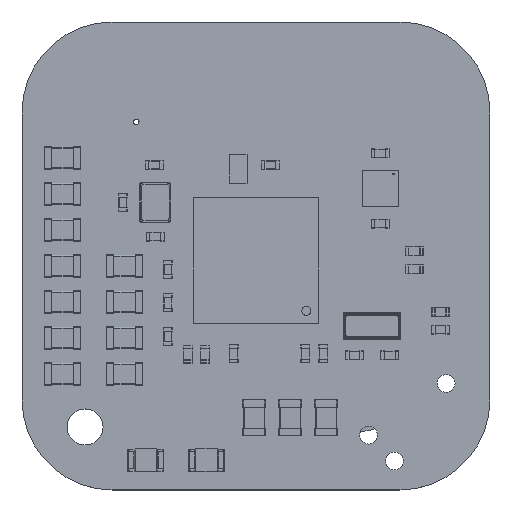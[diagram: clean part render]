
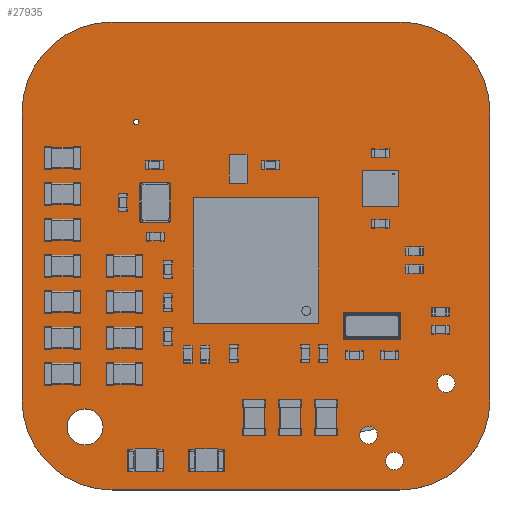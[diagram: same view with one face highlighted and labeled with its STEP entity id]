
A CAD part, top view. The second image highlights one B-rep face of the part: STEP entity #27935.
In plain terms, the highlighted planar face has unit normal (0, 0, 1).
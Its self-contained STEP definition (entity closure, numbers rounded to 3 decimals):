
#27731 = VERTEX_POINT('',#27732);
#27732 = CARTESIAN_POINT('',(129.,-64.45,0.8));
#27738 = EDGE_CURVE('',#27731,#27739,#27741,.T.);
#27739 = VERTEX_POINT('',#27740);
#27740 = CARTESIAN_POINT('',(134.,-69.45,0.8));
#27741 = CIRCLE('',#27742,5.);
#27742 = AXIS2_PLACEMENT_3D('',#27743,#27744,#27745);
#27743 = CARTESIAN_POINT('',(129.,-69.45,0.8));
#27744 = DIRECTION('',(0.,0.,-1.));
#27745 = DIRECTION('',(0.,1.,0.));
#27773 = VERTEX_POINT('',#27774);
#27774 = CARTESIAN_POINT('',(113.,-64.45,0.8));
#27780 = EDGE_CURVE('',#27773,#27731,#27781,.T.);
#27781 = LINE('',#27782,#27783);
#27782 = CARTESIAN_POINT('',(113.,-64.45,0.8));
#27783 = VECTOR('',#27784,1.);
#27784 = DIRECTION('',(1.,0.,0.));
#27802 = EDGE_CURVE('',#27739,#27803,#27805,.T.);
#27803 = VERTEX_POINT('',#27804);
#27804 = CARTESIAN_POINT('',(134.,-85.45,0.8));
#27805 = LINE('',#27806,#27807);
#27806 = CARTESIAN_POINT('',(134.,-69.45,0.8));
#27807 = VECTOR('',#27808,1.);
#27808 = DIRECTION('',(0.,-1.,0.));
#27935 = ADVANCED_FACE('',(#27936,#27982,#27993,#28004,#28015,#28026),
  #28037,.T.);
#27936 = FACE_BOUND('',#27937,.T.);
#27937 = EDGE_LOOP('',(#27938,#27939,#27940,#27949,#27957,#27966,#27974,
    #27981));
#27938 = ORIENTED_EDGE('',*,*,#27738,.F.);
#27939 = ORIENTED_EDGE('',*,*,#27780,.F.);
#27940 = ORIENTED_EDGE('',*,*,#27941,.F.);
#27941 = EDGE_CURVE('',#27942,#27773,#27944,.T.);
#27942 = VERTEX_POINT('',#27943);
#27943 = CARTESIAN_POINT('',(108.,-69.45,0.8));
#27944 = CIRCLE('',#27945,5.);
#27945 = AXIS2_PLACEMENT_3D('',#27946,#27947,#27948);
#27946 = CARTESIAN_POINT('',(113.,-69.45,0.8));
#27947 = DIRECTION('',(0.,0.,-1.));
#27948 = DIRECTION('',(-1.,0.,-0.));
#27949 = ORIENTED_EDGE('',*,*,#27950,.F.);
#27950 = EDGE_CURVE('',#27951,#27942,#27953,.T.);
#27951 = VERTEX_POINT('',#27952);
#27952 = CARTESIAN_POINT('',(108.,-85.45,0.8));
#27953 = LINE('',#27954,#27955);
#27954 = CARTESIAN_POINT('',(108.,-85.45,0.8));
#27955 = VECTOR('',#27956,1.);
#27956 = DIRECTION('',(0.,1.,0.));
#27957 = ORIENTED_EDGE('',*,*,#27958,.F.);
#27958 = EDGE_CURVE('',#27959,#27951,#27961,.T.);
#27959 = VERTEX_POINT('',#27960);
#27960 = CARTESIAN_POINT('',(113.,-90.45,0.8));
#27961 = CIRCLE('',#27962,5.);
#27962 = AXIS2_PLACEMENT_3D('',#27963,#27964,#27965);
#27963 = CARTESIAN_POINT('',(113.,-85.45,0.8));
#27964 = DIRECTION('',(0.,0.,-1.));
#27965 = DIRECTION('',(0.,-1.,0.));
#27966 = ORIENTED_EDGE('',*,*,#27967,.F.);
#27967 = EDGE_CURVE('',#27968,#27959,#27970,.T.);
#27968 = VERTEX_POINT('',#27969);
#27969 = CARTESIAN_POINT('',(129.,-90.45,0.8));
#27970 = LINE('',#27971,#27972);
#27971 = CARTESIAN_POINT('',(129.,-90.45,0.8));
#27972 = VECTOR('',#27973,1.);
#27973 = DIRECTION('',(-1.,0.,0.));
#27974 = ORIENTED_EDGE('',*,*,#27975,.F.);
#27975 = EDGE_CURVE('',#27803,#27968,#27976,.T.);
#27976 = CIRCLE('',#27977,5.);
#27977 = AXIS2_PLACEMENT_3D('',#27978,#27979,#27980);
#27978 = CARTESIAN_POINT('',(129.,-85.45,0.8));
#27979 = DIRECTION('',(0.,0.,-1.));
#27980 = DIRECTION('',(1.,0.,0.));
#27981 = ORIENTED_EDGE('',*,*,#27802,.F.);
#27982 = FACE_BOUND('',#27983,.T.);
#27983 = EDGE_LOOP('',(#27984));
#27984 = ORIENTED_EDGE('',*,*,#27985,.F.);
#27985 = EDGE_CURVE('',#27986,#27986,#27988,.T.);
#27986 = VERTEX_POINT('',#27987);
#27987 = CARTESIAN_POINT('',(112.5,-86.95,0.8));
#27988 = CIRCLE('',#27989,1.);
#27989 = AXIS2_PLACEMENT_3D('',#27990,#27991,#27992);
#27990 = CARTESIAN_POINT('',(111.5,-86.95,0.8));
#27991 = DIRECTION('',(0.,0.,1.));
#27992 = DIRECTION('',(1.,0.,-0.));
#27993 = FACE_BOUND('',#27994,.T.);
#27994 = EDGE_LOOP('',(#27995));
#27995 = ORIENTED_EDGE('',*,*,#27996,.T.);
#27996 = EDGE_CURVE('',#27997,#27997,#27999,.T.);
#27997 = VERTEX_POINT('',#27998);
#27998 = CARTESIAN_POINT('',(128.69,-89.335,0.8));
#27999 = CIRCLE('',#28000,0.495);
#28000 = AXIS2_PLACEMENT_3D('',#28001,#28002,#28003);
#28001 = CARTESIAN_POINT('',(128.69,-88.84,0.8));
#28002 = DIRECTION('',(-0.,0.,-1.));
#28003 = DIRECTION('',(-0.,-1.,0.));
#28004 = FACE_BOUND('',#28005,.T.);
#28005 = EDGE_LOOP('',(#28006));
#28006 = ORIENTED_EDGE('',*,*,#28007,.T.);
#28007 = EDGE_CURVE('',#28008,#28008,#28010,.T.);
#28008 = VERTEX_POINT('',#28009);
#28009 = CARTESIAN_POINT('',(127.253,-87.899,0.8));
#28010 = CIRCLE('',#28011,0.495);
#28011 = AXIS2_PLACEMENT_3D('',#28012,#28013,#28014);
#28012 = CARTESIAN_POINT('',(127.253,-87.403,0.8));
#28013 = DIRECTION('',(-0.,0.,-1.));
#28014 = DIRECTION('',(-0.,-1.,0.));
#28015 = FACE_BOUND('',#28016,.T.);
#28016 = EDGE_LOOP('',(#28017));
#28017 = ORIENTED_EDGE('',*,*,#28018,.T.);
#28018 = EDGE_CURVE('',#28019,#28019,#28021,.T.);
#28019 = VERTEX_POINT('',#28020);
#28020 = CARTESIAN_POINT('',(131.564,-85.025,0.8));
#28021 = CIRCLE('',#28022,0.495);
#28022 = AXIS2_PLACEMENT_3D('',#28023,#28024,#28025);
#28023 = CARTESIAN_POINT('',(131.564,-84.53,0.8));
#28024 = DIRECTION('',(-0.,0.,-1.));
#28025 = DIRECTION('',(0.,-1.,0.));
#28026 = FACE_BOUND('',#28027,.T.);
#28027 = EDGE_LOOP('',(#28028));
#28028 = ORIENTED_EDGE('',*,*,#28029,.T.);
#28029 = EDGE_CURVE('',#28030,#28030,#28032,.T.);
#28030 = VERTEX_POINT('',#28031);
#28031 = CARTESIAN_POINT('',(114.35,-70.15,0.8));
#28032 = CIRCLE('',#28033,0.15);
#28033 = AXIS2_PLACEMENT_3D('',#28034,#28035,#28036);
#28034 = CARTESIAN_POINT('',(114.35,-70.,0.8));
#28035 = DIRECTION('',(-0.,0.,-1.));
#28036 = DIRECTION('',(-0.,-1.,0.));
#28037 = PLANE('',#28038);
#28038 = AXIS2_PLACEMENT_3D('',#28039,#28040,#28041);
#28039 = CARTESIAN_POINT('',(0.,0.,0.8));
#28040 = DIRECTION('',(0.,0.,1.));
#28041 = DIRECTION('',(1.,0.,-0.));
